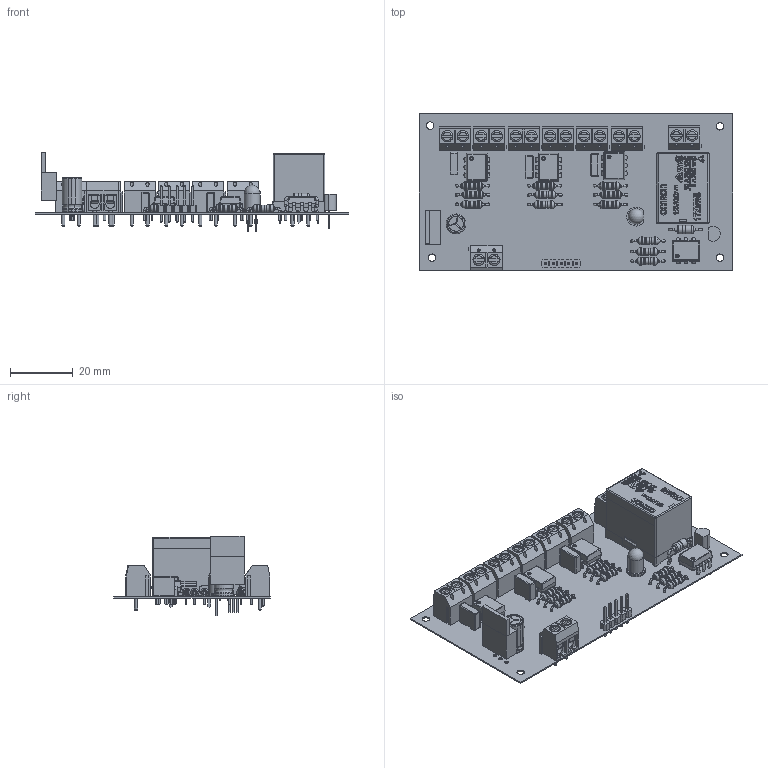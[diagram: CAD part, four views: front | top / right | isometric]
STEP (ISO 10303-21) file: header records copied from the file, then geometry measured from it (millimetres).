
FILE_DESCRIPTION(('Open CASCADE Model'),'2;1');
FILE_NAME('Open CASCADE Shape Model','2020-04-02T16:43:53',('Author'),( 'Open CASCADE'),'Open CASCADE STEP processor 6.8','Open CASCADE 6.8' ,'Unknown');
FILE_SCHEMA(('AUTOMOTIVE_DESIGN { 1 0 10303 214 1 1 1 1 }'));
Length unit declared in the file: millimetre
Products named in the file (78): PCB; Board; *; DS1021-1x5SF11; body; pin; U?; 6134790464; Extruded; 6134790272; P9; DG301-5.0-02; DG301-5.0-pin; DG301-5.0-wire-guard; DG301-5.0-screw; Open CASCADE STEP translator 6.8 1.4.1.7; C4; User_Library-Cap_electrolitic_radial_6,3x11; User_Library-Cap_electrolitic_radial_6,3x11_Case; User_Library-Cap_electrolitic_radial_6,3x11_Minus; User_Library-Cap_electrolitic_radial_6,3x11_Top; User_Library-Cap_electrolitic_radial_6,3x11_Pins; User_Library-Cap_electrolitic_radial_6,3x11_Bottom; Q1; ALSRobot-TO-92A; U1; 6L_MDIP_OPTO_300MIL; U4; U3; U2; RL1; rele; 6134790656; R12; RES-0.25W-H-CF; R11; R10; R9; R8; R7 ...
Assembly tree (109 placements, depth 6):
  PCB
    Board
    *
      DS1021-1x5SF11
        body
        pin  x5
    U?
      6134790464
        Extruded
      6134790272
        Extruded
    P9
      DG301-5.0-02
        DG301-5.0-pin  x2
        DG301-5.0-wire-guard  x2
        DG301-5.0-screw  x2
        Open CASCADE STEP translator 6.8 1.4.1.7
    C4
      User_Library-Cap_electrolitic_radial_6,3x11
        User_Library-Cap_electrolitic_radial_6,3x11_Case
        User_Library-Cap_electrolitic_radial_6,3x11_Minus
        User_Library-Cap_electrolitic_radial_6,3x11_Top
        User_Library-Cap_electrolitic_radial_6,3x11_Pins
        User_Library-Cap_electrolitic_radial_6,3x11_Bottom
    Q1
      ALSRobot-TO-92A
    U1
      6L_MDIP_OPTO_300MIL
    U4
      6L_MDIP_OPTO_300MIL
    U3
      6L_MDIP_OPTO_300MIL
    U2
      6L_MDIP_OPTO_300MIL
    RL1
      rele
      6134790656
        Extruded
    R12
      RES-0.25W-H-CF
    R11
      RES-0.25W-H-CF
    R10
      RES-0.25W-H-CF
    R9
      RES-0.25W-H-CF
    R8
      RES-0.25W-H-CF
    R7
      RES-0.25W-H-CF
    R6
      RES-0.25W-H-CF
    R5
      RES-0.25W-H-CF
    R4
      RES-0.25W-H-CF
    R3
      RES-0.25W-H-CF
    R2
      RES-0.25W-H-CF
Bounding box: 100 x 50 x 25.29 mm (x, y, z)
Volume: 20805.1 mm3; surface area: 30249.1 mm2
Topology: 160 solids, 160 shells, 3324 faces, 7935 edges, 4985 vertices
Faces by surface type: plane 2191, cylinder 756, torus 186, bspline 77, cone 56, revolution 40, sphere 18
Full cylindrical faces by diameter (mm): 0.5 x6, 0.55 x48, 0.7 x6, 0.762 x24, 0.8 x10, 0.813 x2, 0.85 x24, 0.9 x3, 1 x33, 1.016 x4, 1.2 x19, 1.7 x5, 1.8 x16, 2 x16, 2.2 x60, 2.4 x4, 2.5 x16, 2.6 x40, 2.7 x4, 2.9 x16, 3 x16, 3.6 x16, 3.65 x16
Entity records: 41923 total; most frequent: CARTESIAN_POINT 10425, ORIENTED_EDGE 5102, DIRECTION 4900, EDGE_CURVE 2551, VERTEX_POINT 1755, LINE 1697, VECTOR 1697, AXIS2_PLACEMENT_3D 1600
